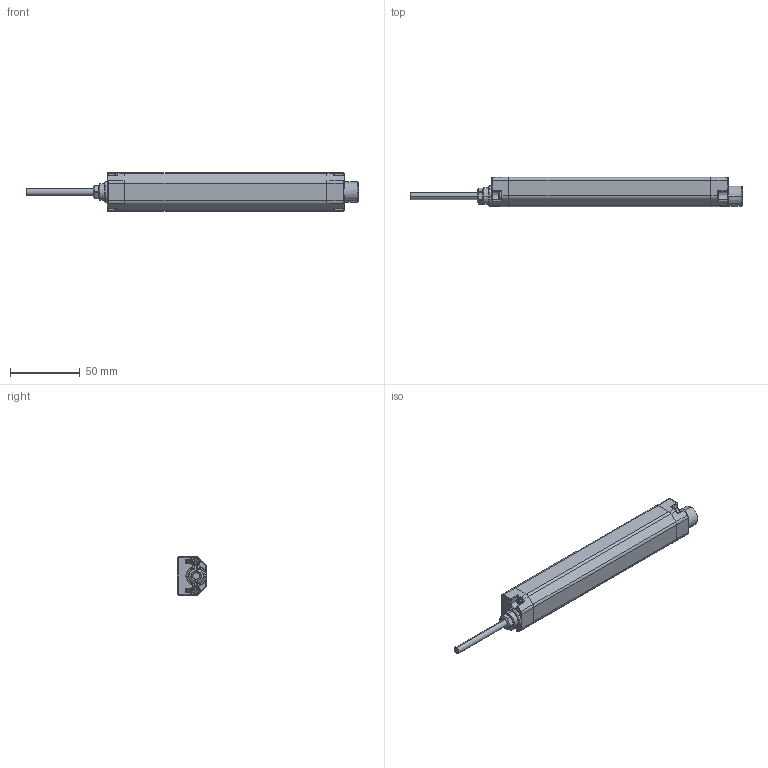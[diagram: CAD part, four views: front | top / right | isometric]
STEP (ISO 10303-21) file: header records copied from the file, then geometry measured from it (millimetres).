
FILE_DESCRIPTION((''),'2;1');
FILE_NAME('157888_SM01_ASM','2023-06-22T11:17:57',('banengservice'),('BANNER ENGINEERING'),'CREO PARAMETRIC BY PTC INC, 2022414','CREO PARAMETRIC BY PTC INC, 2022414','');
FILE_SCHEMA(('CONFIG_CONTROL_DESIGN'));
Length unit declared in the file: inch
Products named in the file (4): 157888_EP01; 153169; CABLE_190; 157888_SM01_ASM
Assembly tree (3 placements, depth 2):
  157888_SM01_ASM
    157888_EP01
    153169
    CABLE_190
Bounding box: 238.5 x 20.99 x 28 mm (x, y, z)
Volume: 92555.7 mm3; surface area: 20675.6 mm2
Topology: 3 solids, 3 shells, 493 faces, 1205 edges, 741 vertices
Faces by surface type: plane 188, cylinder 149, cone 86, torus 33, bspline 29, sphere 8
Entity records: 23378 total; most frequent: CARTESIAN_POINT 11789, DIRECTION 2418, ORIENTED_EDGE 2394, EDGE_CURVE 1197, AXIS2_PLACEMENT_3D 914, VERTEX_POINT 741, VECTOR 590, LINE 590
